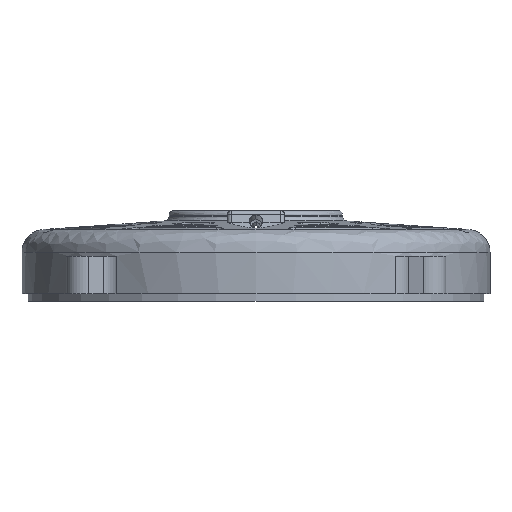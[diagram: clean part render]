
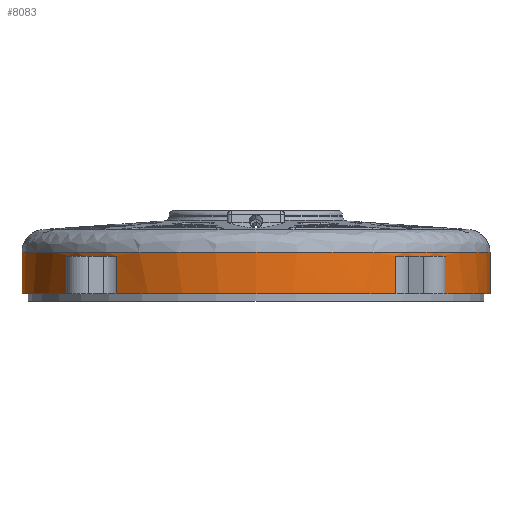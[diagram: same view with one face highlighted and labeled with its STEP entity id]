
A CAD part, front view. The second image highlights one B-rep face of the part: STEP entity #8083.
In plain terms, the highlighted cylindrical face has radius 155 mm (diameter 310 mm), a partial arc.
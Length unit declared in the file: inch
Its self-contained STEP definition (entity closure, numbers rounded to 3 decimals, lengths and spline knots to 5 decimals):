
#617 = DIRECTION ( 'NONE',  ( 0., 0., 1. ) ) ;
#1755 = EDGE_CURVE ( 'NONE', #19801, #32110, #21367, .T. ) ;
#1824 = DIRECTION ( 'NONE',  ( -1., 0., 0. ) ) ;
#1895 = CARTESIAN_POINT ( 'NONE',  ( 6.10236, 0., -0.72397 ) ) ;
#2108 = CARTESIAN_POINT ( 'NONE',  ( -4.89938, -3.63798, -0.82677 ) ) ;
#2169 = CARTESIAN_POINT ( 'NONE',  ( 3.63798, -4.89938, -1.81102 ) ) ;
#3415 = AXIS2_PLACEMENT_3D ( 'NONE', #16497, #31885, #10551 ) ;
#3772 = AXIS2_PLACEMENT_3D ( 'NONE', #20558, #10998, #32197 ) ;
#3931 = AXIS2_PLACEMENT_3D ( 'NONE', #31967, #26168, #1824 ) ;
#4730 = EDGE_CURVE ( 'NONE', #32110, #11938, #36418, .T. ) ;
#6051 = EDGE_CURVE ( 'NONE', #32360, #11938, #16956, .T. ) ;
#6094 = ORIENTED_EDGE ( 'NONE', *, *, #1755, .T. ) ;
#6340 = DIRECTION ( 'NONE',  ( -1., 0., 0. ) ) ;
#6726 = CIRCLE ( 'NONE', #3772, 6.10236 ) ;
#7408 = CARTESIAN_POINT ( 'NONE',  ( 4.89938, -3.63798, -1.92785 ) ) ;
#7583 = CARTESIAN_POINT ( 'NONE',  ( 6.10236, 0., -1.92785 ) ) ;
#8083 = ADVANCED_FACE ( 'NONE', ( #14449 ), #17346, .T. ) ;
#9908 = CARTESIAN_POINT ( 'NONE',  ( 3.63798, -4.89938, -0.82677 ) ) ;
#10082 = VECTOR ( 'NONE', #21281, 39.37008 ) ;
#10101 = ORIENTED_EDGE ( 'NONE', *, *, #11008, .T. ) ;
#10551 = DIRECTION ( 'NONE',  ( -1., 0., 0. ) ) ;
#10998 = DIRECTION ( 'NONE',  ( 0., 0., 1. ) ) ;
#11008 = EDGE_CURVE ( 'NONE', #16313, #31146, #30479, .T. ) ;
#11480 = EDGE_LOOP ( 'NONE', ( #23399, #21768, #21714, #18916, #18080, #31479, #32121, #18683, #10101, #30681, #6094, #36573 ) ) ;
#11638 = EDGE_CURVE ( 'NONE', #31146, #19801, #6726, .T. ) ;
#11938 = VERTEX_POINT ( 'NONE', #19874 ) ;
#12079 = CARTESIAN_POINT ( 'NONE',  ( -3.63798, -4.89938, -1.81102 ) ) ;
#12096 = CARTESIAN_POINT ( 'NONE',  ( 3.63798, -4.89938, -1.92785 ) ) ;
#12242 = VERTEX_POINT ( 'NONE', #19053 ) ;
#12339 = CARTESIAN_POINT ( 'NONE',  ( -3.63798, -4.89938, -1.92785 ) ) ;
#12475 = VERTEX_POINT ( 'NONE', #37400 ) ;
#13449 = VERTEX_POINT ( 'NONE', #26628 ) ;
#14165 = VERTEX_POINT ( 'NONE', #39048 ) ;
#14449 = FACE_OUTER_BOUND ( 'NONE', #11480, .T. ) ;
#16313 = VERTEX_POINT ( 'NONE', #2169 ) ;
#16497 = CARTESIAN_POINT ( 'NONE',  ( 0., 0., -0.82677 ) ) ;
#16792 = DIRECTION ( 'NONE',  ( 0., 0., 1. ) ) ;
#16956 = LINE ( 'NONE', #7583, #28853 ) ;
#17346 = CYLINDRICAL_SURFACE ( 'NONE', #3931, 6.10236 ) ;
#18080 = ORIENTED_EDGE ( 'NONE', *, *, #34473, .T. ) ;
#18683 = ORIENTED_EDGE ( 'NONE', *, *, #23135, .T. ) ;
#18916 = ORIENTED_EDGE ( 'NONE', *, *, #28476, .T. ) ;
#19053 = CARTESIAN_POINT ( 'NONE',  ( -3.63798, -4.89938, -0.82677 ) ) ;
#19801 = VERTEX_POINT ( 'NONE', #24545 ) ;
#19874 = CARTESIAN_POINT ( 'NONE',  ( 6.10236, 0., -1.81102 ) ) ;
#20283 = CIRCLE ( 'NONE', #36260, 6.10236 ) ;
#20415 = VECTOR ( 'NONE', #22593, 39.37008 ) ;
#20558 = CARTESIAN_POINT ( 'NONE',  ( 0., 0., -0.82677 ) ) ;
#20654 = VECTOR ( 'NONE', #32357, 39.37008 ) ;
#21281 = DIRECTION ( 'NONE',  ( 0., 0., 1. ) ) ;
#21367 = LINE ( 'NONE', #7408, #20415 ) ;
#21714 = ORIENTED_EDGE ( 'NONE', *, *, #28722, .T. ) ;
#21768 = ORIENTED_EDGE ( 'NONE', *, *, #23270, .F. ) ;
#22593 = DIRECTION ( 'NONE',  ( 0., 0., -1. ) ) ;
#22942 = CARTESIAN_POINT ( 'NONE',  ( 0., 0., -1.81102 ) ) ;
#23060 = DIRECTION ( 'NONE',  ( -1., 0., 0. ) ) ;
#23135 = EDGE_CURVE ( 'NONE', #38340, #16313, #20283, .T. ) ;
#23270 = EDGE_CURVE ( 'NONE', #13449, #32360, #26413, .T. ) ;
#23399 = ORIENTED_EDGE ( 'NONE', *, *, #6051, .F. ) ;
#24185 = DIRECTION ( 'NONE',  ( 0., 0., -1. ) ) ;
#24357 = DIRECTION ( 'NONE',  ( 1., 0., 0. ) ) ;
#24403 = LINE ( 'NONE', #12339, #33356 ) ;
#24545 = CARTESIAN_POINT ( 'NONE',  ( 4.89938, -3.63798, -0.82677 ) ) ;
#25950 = CARTESIAN_POINT ( 'NONE',  ( -6.10236, 0., -1.92785 ) ) ;
#26168 = DIRECTION ( 'NONE',  ( 0., 0., -1. ) ) ;
#26195 = VECTOR ( 'NONE', #37676, 39.37008 ) ;
#26278 = VERTEX_POINT ( 'NONE', #2108 ) ;
#26413 = CIRCLE ( 'NONE', #34799, 6.10236 ) ;
#26628 = CARTESIAN_POINT ( 'NONE',  ( -6.10236, 0., -0.72397 ) ) ;
#27011 = DIRECTION ( 'NONE',  ( -1., 0., 0. ) ) ;
#28476 = EDGE_CURVE ( 'NONE', #14165, #12475, #32320, .T. ) ;
#28722 = EDGE_CURVE ( 'NONE', #13449, #14165, #35609, .T. ) ;
#28739 = LINE ( 'NONE', #38049, #20654 ) ;
#28853 = VECTOR ( 'NONE', #34905, 39.37008 ) ;
#29559 = EDGE_CURVE ( 'NONE', #26278, #12242, #30862, .T. ) ;
#30059 = DIRECTION ( 'NONE',  ( 0., 0., 1. ) ) ;
#30117 = AXIS2_PLACEMENT_3D ( 'NONE', #38766, #30059, #27011 ) ;
#30349 = CARTESIAN_POINT ( 'NONE',  ( 4.89938, -3.63798, -1.81102 ) ) ;
#30479 = LINE ( 'NONE', #12096, #10082 ) ;
#30559 = DIRECTION ( 'NONE',  ( 0., 0., 1. ) ) ;
#30681 = ORIENTED_EDGE ( 'NONE', *, *, #11638, .T. ) ;
#30862 = CIRCLE ( 'NONE', #3415, 6.10236 ) ;
#30896 = CARTESIAN_POINT ( 'NONE',  ( 0., 0., -1.81102 ) ) ;
#31146 = VERTEX_POINT ( 'NONE', #9908 ) ;
#31479 = ORIENTED_EDGE ( 'NONE', *, *, #29559, .T. ) ;
#31885 = DIRECTION ( 'NONE',  ( 0., 0., 1. ) ) ;
#31967 = CARTESIAN_POINT ( 'NONE',  ( 0., 0., -1.92785 ) ) ;
#32110 = VERTEX_POINT ( 'NONE', #30349 ) ;
#32121 = ORIENTED_EDGE ( 'NONE', *, *, #35383, .T. ) ;
#32197 = DIRECTION ( 'NONE',  ( -1., 0., 0. ) ) ;
#32320 = CIRCLE ( 'NONE', #30117, 6.10236 ) ;
#32357 = DIRECTION ( 'NONE',  ( 0., 0., 1. ) ) ;
#32360 = VERTEX_POINT ( 'NONE', #1895 ) ;
#33356 = VECTOR ( 'NONE', #24185, 39.37008 ) ;
#34473 = EDGE_CURVE ( 'NONE', #12475, #26278, #28739, .T. ) ;
#34799 = AXIS2_PLACEMENT_3D ( 'NONE', #39267, #30559, #24357 ) ;
#34905 = DIRECTION ( 'NONE',  ( 0., 0., -1. ) ) ;
#35383 = EDGE_CURVE ( 'NONE', #12242, #38340, #24403, .T. ) ;
#35609 = LINE ( 'NONE', #25950, #26195 ) ;
#35687 = AXIS2_PLACEMENT_3D ( 'NONE', #30896, #617, #6340 ) ;
#36260 = AXIS2_PLACEMENT_3D ( 'NONE', #22942, #16792, #23060 ) ;
#36418 = CIRCLE ( 'NONE', #35687, 6.10236 ) ;
#36573 = ORIENTED_EDGE ( 'NONE', *, *, #4730, .T. ) ;
#37400 = CARTESIAN_POINT ( 'NONE',  ( -4.89938, -3.63798, -1.81102 ) ) ;
#37676 = DIRECTION ( 'NONE',  ( 0., 0., -1. ) ) ;
#38049 = CARTESIAN_POINT ( 'NONE',  ( -4.89938, -3.63798, -1.92785 ) ) ;
#38340 = VERTEX_POINT ( 'NONE', #12079 ) ;
#38766 = CARTESIAN_POINT ( 'NONE',  ( 0., 0., -1.81102 ) ) ;
#39048 = CARTESIAN_POINT ( 'NONE',  ( -6.10236, 0., -1.81102 ) ) ;
#39267 = CARTESIAN_POINT ( 'NONE',  ( 0., 0., -0.72397 ) ) ;
